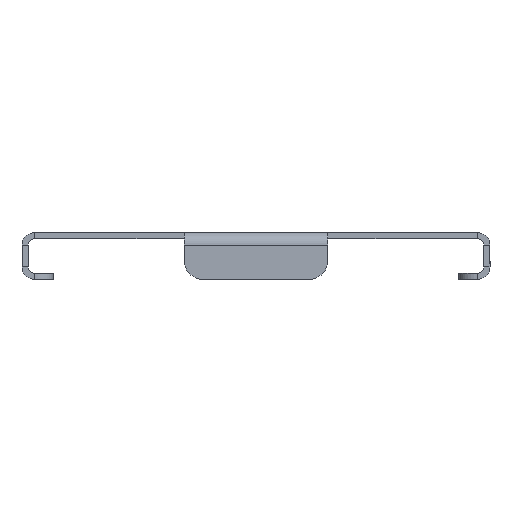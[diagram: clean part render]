
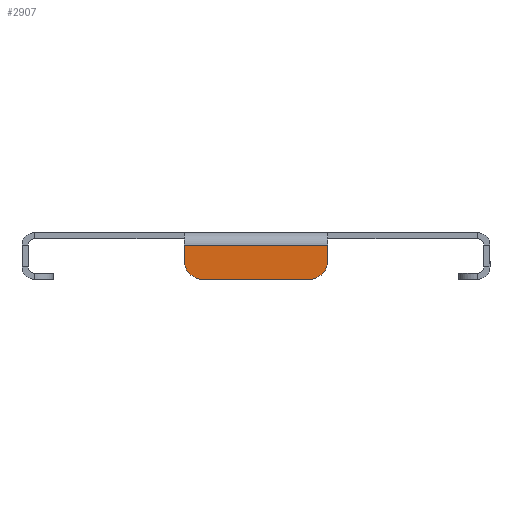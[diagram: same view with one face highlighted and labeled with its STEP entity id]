
A CAD part, left-side view. The second image highlights one B-rep face of the part: STEP entity #2907.
In plain terms, the highlighted planar face has unit normal (-1, 0, 0).
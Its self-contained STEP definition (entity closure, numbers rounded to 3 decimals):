
#71 = DIRECTION ( 'NONE',  ( 0., 0., -1. ) ) ;
#122 = CARTESIAN_POINT ( 'NONE',  ( -249.5, -75., -15. ) ) ;
#143 = EDGE_CURVE ( 'NONE', #648, #1220, #2202, .T. ) ;
#255 = VERTEX_POINT ( 'NONE', #670 ) ;
#470 = DIRECTION ( 'NONE',  ( -1., 0., 0. ) ) ;
#477 = CIRCLE ( 'NONE', #2162, 6. ) ;
#504 = VECTOR ( 'NONE', #2841, 1000. ) ;
#585 = ORIENTED_EDGE ( 'NONE', *, *, #143, .F. ) ;
#648 = VERTEX_POINT ( 'NONE', #1558 ) ;
#670 = CARTESIAN_POINT ( 'NONE',  ( -249.5, 23., -9. ) ) ;
#677 = VERTEX_POINT ( 'NONE', #2945 ) ;
#695 = CARTESIAN_POINT ( 'NONE',  ( -249.5, -23., -4. ) ) ;
#708 = CARTESIAN_POINT ( 'NONE',  ( -249.5, 17., -9. ) ) ;
#828 = VECTOR ( 'NONE', #2235, 1000. ) ;
#883 = VECTOR ( 'NONE', #2679, 1000. ) ;
#933 = EDGE_CURVE ( 'NONE', #677, #255, #993, .T. ) ;
#993 = LINE ( 'NONE', #2627, #504 ) ;
#1014 = VERTEX_POINT ( 'NONE', #1099 ) ;
#1099 = CARTESIAN_POINT ( 'NONE',  ( -249.5, -23., -9. ) ) ;
#1134 = VERTEX_POINT ( 'NONE', #695 ) ;
#1139 = DIRECTION ( 'NONE',  ( 1., 0., 0. ) ) ;
#1141 = CARTESIAN_POINT ( 'NONE',  ( -249.5, 17., -15. ) ) ;
#1220 = VERTEX_POINT ( 'NONE', #1141 ) ;
#1308 = LINE ( 'NONE', #2457, #828 ) ;
#1372 = CARTESIAN_POINT ( 'NONE',  ( -249.5, 0., 0. ) ) ;
#1385 = DIRECTION ( 'NONE',  ( 0., 0., 1. ) ) ;
#1416 = EDGE_CURVE ( 'NONE', #677, #1134, #1308, .T. ) ;
#1434 = CARTESIAN_POINT ( 'NONE',  ( -249.5, -23., -15. ) ) ;
#1506 = ORIENTED_EDGE ( 'NONE', *, *, #2955, .T. ) ;
#1558 = CARTESIAN_POINT ( 'NONE',  ( -249.5, -17., -15. ) ) ;
#1672 = LINE ( 'NONE', #1434, #2541 ) ;
#1748 = CIRCLE ( 'NONE', #2132, 6. ) ;
#1830 = ORIENTED_EDGE ( 'NONE', *, *, #933, .T. ) ;
#1859 = EDGE_CURVE ( 'NONE', #255, #1220, #1748, .T. ) ;
#2030 = ORIENTED_EDGE ( 'NONE', *, *, #2941, .T. ) ;
#2034 = FACE_OUTER_BOUND ( 'NONE', #2268, .T. ) ;
#2122 = CARTESIAN_POINT ( 'NONE',  ( -249.5, -17., -9. ) ) ;
#2132 = AXIS2_PLACEMENT_3D ( 'NONE', #708, #2358, #71 ) ;
#2162 = AXIS2_PLACEMENT_3D ( 'NONE', #2122, #470, #2822 ) ;
#2202 = LINE ( 'NONE', #122, #883 ) ;
#2235 = DIRECTION ( 'NONE',  ( 0., -1., 0. ) ) ;
#2268 = EDGE_LOOP ( 'NONE', ( #585, #2030, #1506, #2310, #1830, #2289 ) ) ;
#2286 = DIRECTION ( 'NONE',  ( 0., 0., -1. ) ) ;
#2289 = ORIENTED_EDGE ( 'NONE', *, *, #1859, .T. ) ;
#2310 = ORIENTED_EDGE ( 'NONE', *, *, #1416, .F. ) ;
#2358 = DIRECTION ( 'NONE',  ( -1., 0., 0. ) ) ;
#2457 = CARTESIAN_POINT ( 'NONE',  ( -249.5, -75., -4. ) ) ;
#2541 = VECTOR ( 'NONE', #1385, 1000. ) ;
#2627 = CARTESIAN_POINT ( 'NONE',  ( -249.5, 23., -15. ) ) ;
#2679 = DIRECTION ( 'NONE',  ( 0., 1., 0. ) ) ;
#2693 = AXIS2_PLACEMENT_3D ( 'NONE', #1372, #1139, #2286 ) ;
#2822 = DIRECTION ( 'NONE',  ( 0., 0., -1. ) ) ;
#2841 = DIRECTION ( 'NONE',  ( 0., 0., -1. ) ) ;
#2907 = ADVANCED_FACE ( 'NONE', ( #2034 ), #2965, .F. ) ;
#2941 = EDGE_CURVE ( 'NONE', #648, #1014, #477, .T. ) ;
#2945 = CARTESIAN_POINT ( 'NONE',  ( -249.5, 23., -4. ) ) ;
#2955 = EDGE_CURVE ( 'NONE', #1014, #1134, #1672, .T. ) ;
#2965 = PLANE ( 'NONE',  #2693 ) ;
